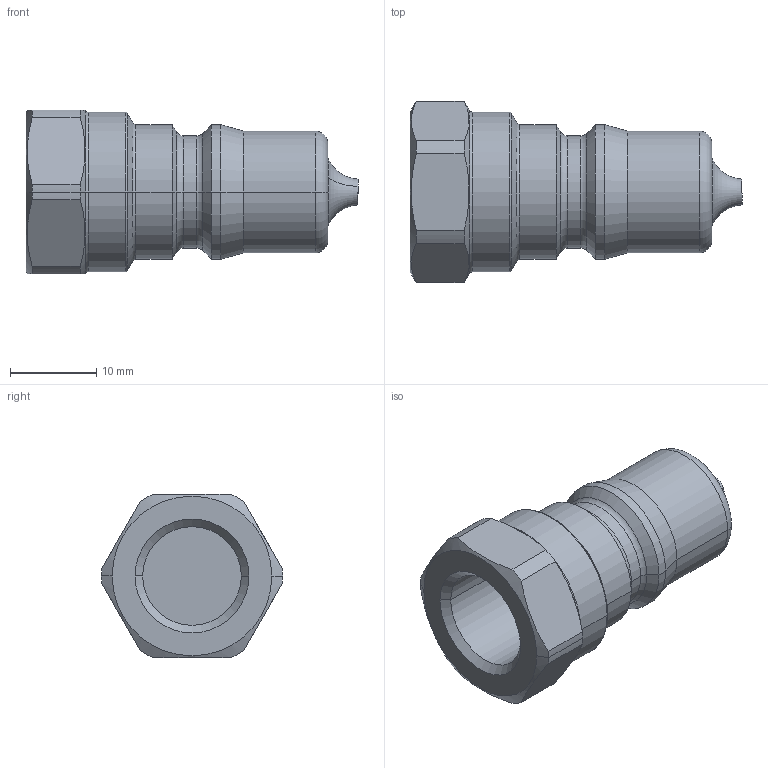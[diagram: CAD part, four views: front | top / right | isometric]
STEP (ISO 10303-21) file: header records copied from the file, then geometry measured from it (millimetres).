
FILE_DESCRIPTION (( 'STEP AP214' ), '1' );
FILE_NAME ('IB2520 V.STEP', '2015-09-02T13:17:48', ( 'admin' ), ( 'Microsoft' ), 'SwSTEP 2.0', 'SolidWorks 2009', '' );
FILE_SCHEMA (( 'AUTOMOTIVE_DESIGN' ));
Length unit declared in the file: millimetre
Products named in the file (1): IB2520 V
Bounding box: 38.48 x 21 x 19 mm (x, y, z)
Volume: 6213.2 mm3; surface area: 2738.7 mm2
Topology: 1 solids, 1 shells, 63 faces, 139 edges, 80 vertices
Faces by surface type: cylinder 21, cone 18, torus 14, plane 10
Entity records: 1838 total; most frequent: CARTESIAN_POINT 391, DIRECTION 337, ORIENTED_EDGE 278, AXIS2_PLACEMENT_3D 146, EDGE_CURVE 139, CIRCLE 82, VERTEX_POINT 80, EDGE_LOOP 65
